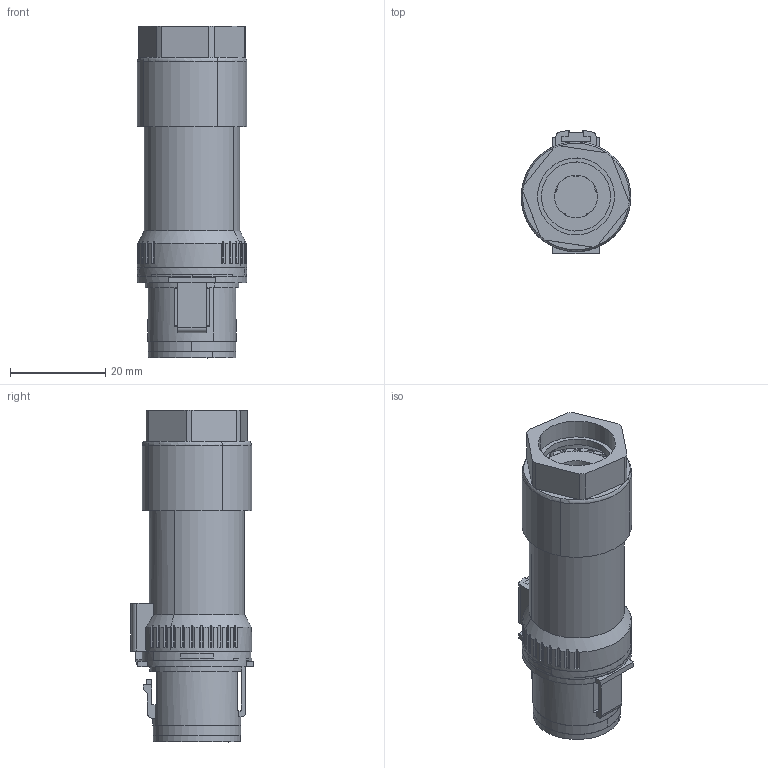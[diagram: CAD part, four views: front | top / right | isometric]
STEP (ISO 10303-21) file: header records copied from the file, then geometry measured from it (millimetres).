
FILE_DESCRIPTION(('CATIA V5 STEP Exchange','CAx-IF Rec.Pracs.--- Model Styling and Organization---1.5--- 2016-08-15','CAx-IF Rec.Pracs.---Supplemental Geometry---1.0---2011-11-01','CAx-IF Rec.Pracs.--- Composite Materials ---1.1---2010-07-15'),'2;1');
FILE_NAME ('D1639020_0', '2024-12-11T05:47:21+00:00', ('none'), ('Weidmueller'), 'CATIA Version 5-6 Release 2022 SP4 HF5', 'CATIA V5 STEP AP214 v3', 'none');
FILE_SCHEMA(('AUTOMOTIVE_DESIGN { 1 0 10303 214 1 1 1 1 }'));
Length unit declared in the file: millimetre
Products named in the file (1): S3D_RC_M_P3_C_SP
Bounding box: 23 x 25.84 x 69.7 mm (x, y, z)
Volume: 15648.5 mm3; surface area: 15139.7 mm2
Topology: 4 solids, 4 shells, 787 faces, 2209 edges, 1430 vertices
Faces by surface type: plane 416, cylinder 304, torus 36, cone 15, extrusion 10, sphere 6
Entity records: 24787 total; most frequent: CARTESIAN_POINT 5322, ORIENTED_EDGE 4406, DIRECTION 2971, EDGE_CURVE 2203, VERTEX_POINT 1430, AXIS2_PLACEMENT_3D 1289, VECTOR 1177, LINE 1167
